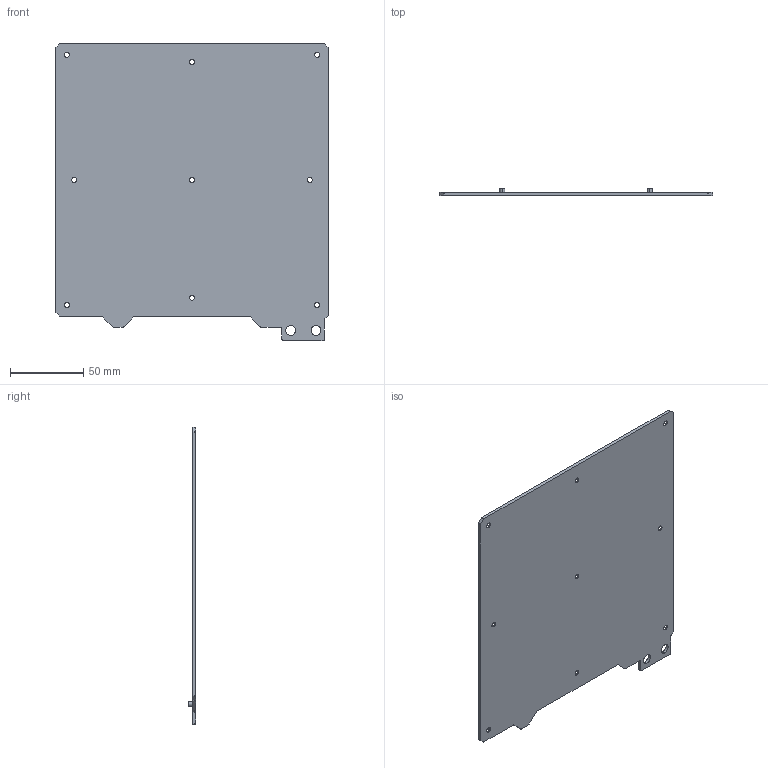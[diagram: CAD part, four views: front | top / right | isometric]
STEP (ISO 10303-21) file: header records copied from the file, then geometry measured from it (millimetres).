
FILE_DESCRIPTION (( 'STEP AP214' ), '1' );
FILE_NAME ('HEATEDBED_202X186X2.STEP', '2021-02-08T10:46:57', ( '' ), ( '' ), 'SwSTEP 2.0', 'SolidWorks 2020', '' );
FILE_SCHEMA (( 'AUTOMOTIVE_DESIGN' ));
Length unit declared in the file: millimetre
Products named in the file (1): HEATEDBED_202X186X2
Bounding box: 186 x 5 x 202.5 mm (x, y, z)
Volume: 70225.1 mm3; surface area: 72161 mm2
Topology: 3 solids, 3 shells, 84 faces, 216 edges, 138 vertices
Faces by surface type: cylinder 43, plane 23, cone 18
Entity records: 2676 total; most frequent: DIRECTION 490, CARTESIAN_POINT 439, ORIENTED_EDGE 432, EDGE_CURVE 216, AXIS2_PLACEMENT_3D 189, VERTEX_POINT 138, VECTOR 112, LINE 112
